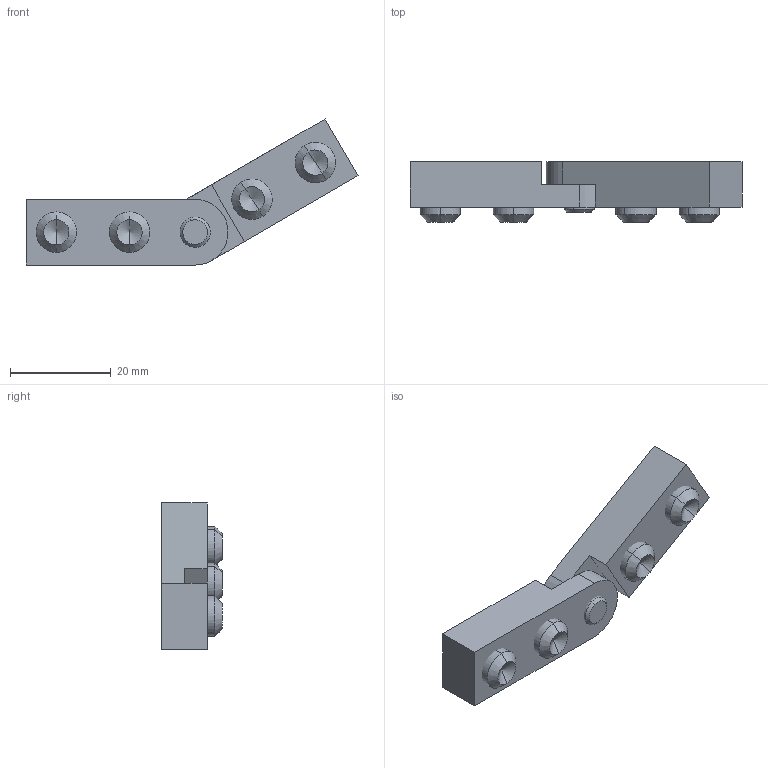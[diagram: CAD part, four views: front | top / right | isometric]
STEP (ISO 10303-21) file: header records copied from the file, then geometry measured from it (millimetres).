
FILE_DESCRIPTION (( 'STEP AP203' ), '1' );
FILE_NAME ('5.JNT.027.STEP', '2015-10-07T09:04:29', ( '' ), ( '' ), 'SwSTEP 2.0', 'SolidWorks 2012', '' );
FILE_SCHEMA (( 'CONFIG_CONTROL_DESIGN' ));
Length unit declared in the file: millimetre
Products named in the file (5): 084.307.008B; 084.307.008A; 5.JNT.027; socket countersunk head screw_iso_ISO 10642 - M6 x 10 --- 10C; socket set screw cup point_iso_ISO 4029 - M8 x 12-C
Assembly tree (7 placements, depth 2):
  5.JNT.027
    084.307.008A
    084.307.008B
    socket set screw cup point_iso_ISO 4029 - M8 x 12-C  x4
    socket countersunk head screw_iso_ISO 10642 - M6 x 10 --- 10C
Bounding box: 65.75 x 12 x 28.92 mm (x, y, z)
Volume: 8382.9 mm3; surface area: 6317.5 mm2
Topology: 7 solids, 7 shells, 122 faces, 282 edges, 169 vertices
Faces by surface type: plane 60, cone 32, cylinder 28, torus 2
Entity records: 2723 total; most frequent: DIRECTION 400, CARTESIAN_POINT 360, ORIENTED_EDGE 340, EDGE_CURVE 170, AXIS2_PLACEMENT_3D 146, LINE 108, VECTOR 108, VERTEX_POINT 106
